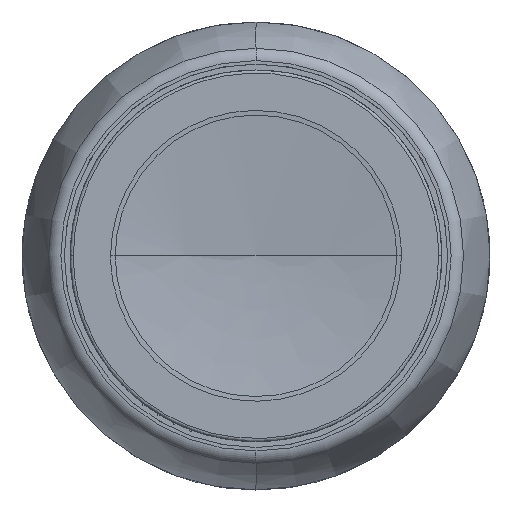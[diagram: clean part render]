
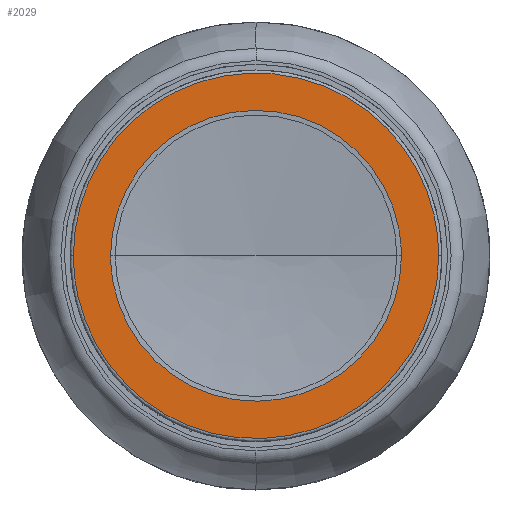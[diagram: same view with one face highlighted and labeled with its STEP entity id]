
A CAD part, top view. The second image highlights one B-rep face of the part: STEP entity #2029.
In plain terms, the highlighted planar face has unit normal (0, 0, 1).
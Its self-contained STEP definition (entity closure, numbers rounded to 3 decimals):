
#2029=ADVANCED_FACE('Solide.7 (  de JELE 34307 : issu de *SOL8 - wsp *MASTER -  ) ( Brep de *SOL8 )',(#4272,#4273),#4274,.F.);
#4272=FACE_OUTER_BOUND('',#8902,.T.);
#4273=FACE_BOUND('',#8903,.T.);
#4274=PLANE('',#8904);
#8902=EDGE_LOOP('',(#16224,#16225));
#8903=EDGE_LOOP('',(#16226,#16227));
#8904=AXIS2_PLACEMENT_3D('',#16228,#16229,#16230);
#16224=ORIENTED_EDGE('',*,*,#20918,.F.);
#16225=ORIENTED_EDGE('',*,*,#20851,.F.);
#16226=ORIENTED_EDGE('',*,*,#20919,.T.);
#16227=ORIENTED_EDGE('',*,*,#20310,.T.);
#16228=CARTESIAN_POINT('',(0.0,0.0,11.));
#16229=DIRECTION('',(0.0,0.0,-1.0));
#16230=DIRECTION('',(1.0,0.0,0.0));
#20310=EDGE_CURVE('',#24500,#24501,#24502,.T.);
#20851=EDGE_CURVE('',#25203,#25205,#25206,.T.);
#20918=EDGE_CURVE('',#25205,#25203,#25285,.T.);
#20919=EDGE_CURVE('',#24501,#24500,#25286,.T.);
#24500=VERTEX_POINT('',#31425);
#24501=VERTEX_POINT('',#31426);
#24502=B_SPLINE_CURVE_WITH_KNOTS('',5,(#31427,#31428,#31429,#31430,#31431,#31432,#31433,#31434,#31435),.UNSPECIFIED.,.F.,.F.,(6,3,6),(0.0,14.617,30.77),.UNSPECIFIED.);
#25203=VERTEX_POINT('',#32651);
#25205=VERTEX_POINT('',#32658);
#25206=B_SPLINE_CURVE_WITH_KNOTS('',5,(#32659,#32660,#32661,#32662,#32663,#32664,#32665,#32666,#32667),.UNSPECIFIED.,.F.,.F.,(6,3,6),(0.0,18.409,38.656),.UNSPECIFIED.);
#25285=B_SPLINE_CURVE_WITH_KNOTS('',5,(#32795,#32796,#32797,#32798,#32799,#32800,#32801,#32802,#32803),.UNSPECIFIED.,.F.,.F.,(6,3,6),(0.0,18.409,38.656),.UNSPECIFIED.);
#25286=B_SPLINE_CURVE_WITH_KNOTS('',5,(#32804,#32805,#32806,#32807,#32808,#32809,#32810,#32811,#32812),.UNSPECIFIED.,.F.,.F.,(6,3,6),(0.0,14.617,30.77),.UNSPECIFIED.);
#31425=CARTESIAN_POINT('',(9.293,0.,11.));
#31426=CARTESIAN_POINT('',(-9.293,0.,11.));
#31427=CARTESIAN_POINT('',(9.293,0.,11.));
#31428=CARTESIAN_POINT('',(9.292,-2.773,11.));
#31429=CARTESIAN_POINT('',(8.263,-5.549,11.));
#31430=CARTESIAN_POINT('',(6.178,-7.8,11.));
#31431=CARTESIAN_POINT('',(0.529,-10.424,11.));
#31432=CARTESIAN_POINT('',(-5.484,-8.489,11.));
#31433=CARTESIAN_POINT('',(-8.036,-6.137,11.));
#31434=CARTESIAN_POINT('',(-9.291,-3.064,11.));
#31435=CARTESIAN_POINT('',(-9.293,0.,11.));
#32651=CARTESIAN_POINT('',(11.675,0.,11.));
#32658=CARTESIAN_POINT('',(-11.675,0.,11.));
#32659=CARTESIAN_POINT('',(11.675,0.,11.));
#32660=CARTESIAN_POINT('',(11.674,-3.492,11.));
#32661=CARTESIAN_POINT('',(10.375,-6.989,11.));
#32662=CARTESIAN_POINT('',(7.742,-9.821,11.));
#32663=CARTESIAN_POINT('',(0.633,-13.097,11.));
#32664=CARTESIAN_POINT('',(-6.911,-10.645,11.));
#32665=CARTESIAN_POINT('',(-10.103,-7.692,11.));
#32666=CARTESIAN_POINT('',(-11.673,-3.841,11.));
#32667=CARTESIAN_POINT('',(-11.675,0.,11.));
#32795=CARTESIAN_POINT('',(-11.675,0.,11.));
#32796=CARTESIAN_POINT('',(-11.674,3.492,11.));
#32797=CARTESIAN_POINT('',(-10.375,6.989,11.));
#32798=CARTESIAN_POINT('',(-7.742,9.821,11.));
#32799=CARTESIAN_POINT('',(-0.633,13.097,11.));
#32800=CARTESIAN_POINT('',(6.911,10.645,11.));
#32801=CARTESIAN_POINT('',(10.103,7.692,11.));
#32802=CARTESIAN_POINT('',(11.673,3.841,11.));
#32803=CARTESIAN_POINT('',(11.675,0.,11.));
#32804=CARTESIAN_POINT('',(-9.293,0.,11.));
#32805=CARTESIAN_POINT('',(-9.292,2.773,11.));
#32806=CARTESIAN_POINT('',(-8.263,5.549,11.));
#32807=CARTESIAN_POINT('',(-6.178,7.8,11.));
#32808=CARTESIAN_POINT('',(-0.529,10.424,11.));
#32809=CARTESIAN_POINT('',(5.484,8.489,11.));
#32810=CARTESIAN_POINT('',(8.036,6.137,11.));
#32811=CARTESIAN_POINT('',(9.291,3.064,11.));
#32812=CARTESIAN_POINT('',(9.293,0.,11.));
